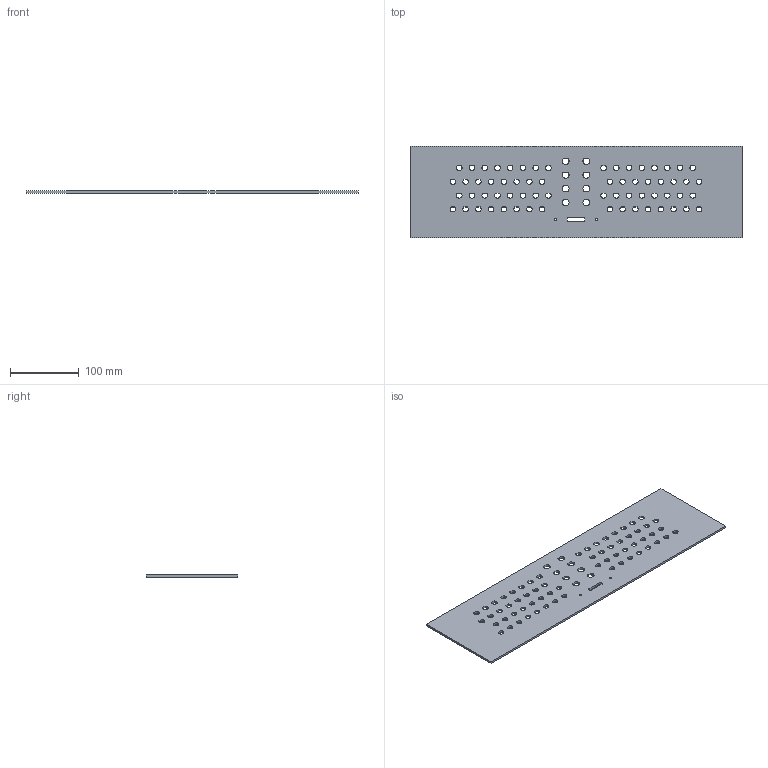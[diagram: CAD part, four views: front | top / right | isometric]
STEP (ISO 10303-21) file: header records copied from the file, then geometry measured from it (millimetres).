
FILE_DESCRIPTION(/* description */ (''),/* implementation_level */ '2;1');
FILE_NAME(/* name */ 'FrontPanel-03062022.stp',/* time_stamp */ '2022-06-03T13:05:07+02:00',/* author */ ('Mayer Anton'),/* organization */ (''),/* preprocessor_version */ 'ST-DEVELOPER v18.1',/* originating_system */ 'Autodesk Inventor 2021',/* authorisation */ '');
FILE_SCHEMA (('AUTOMOTIVE_DESIGN { 1 0 10303 214 3 1 1 }'));
Length unit declared in the file: millimetre
Products named in the file (1): FrontPanel
Bounding box: 482 x 133 x 3 mm (x, y, z)
Volume: 180894.2 mm3; surface area: 130039.7 mm2
Topology: 1 solids, 1 shells, 160 faces, 474 edges, 316 vertices
Faces by surface type: plane 82, cylinder 78
Full cylindrical faces by diameter (mm): 3 x2
Entity records: 5735 total; most frequent: DIRECTION 952, CARTESIAN_POINT 951, ORIENTED_EDGE 948, EDGE_CURVE 474, LINE 318, VECTOR 318, AXIS2_PLACEMENT_3D 317, VERTEX_POINT 316
